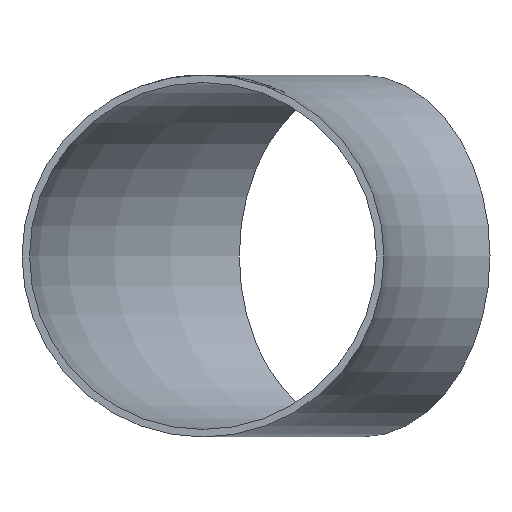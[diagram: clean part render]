
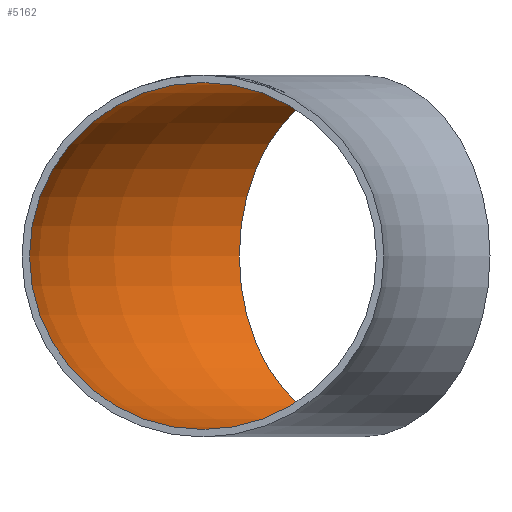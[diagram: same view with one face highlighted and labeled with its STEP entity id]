
A CAD part, front view. The second image highlights one B-rep face of the part: STEP entity #5162.
In plain terms, the highlighted toroidal (fillet/blend) face has major radius 152.4 mm and minor radius 48.692 mm.
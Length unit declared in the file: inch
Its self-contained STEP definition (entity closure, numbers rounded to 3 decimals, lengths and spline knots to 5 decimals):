
#15=CIRCLE('',#5329,1.917);
#16=CIRCLE('',#5330,1.917);
#177=FACE_BOUND('',#1436,.T.);
#1117=FACE_OUTER_BOUND('',#1435,.T.);
#1435=EDGE_LOOP('',(#4814));
#1436=EDGE_LOOP('',(#4815));
#2480=VERTEX_POINT('',#11591);
#2481=VERTEX_POINT('',#11593);
#3261=EDGE_CURVE('',#2480,#2480,#15,.T.);
#3262=EDGE_CURVE('',#2481,#2481,#16,.T.);
#4814=ORIENTED_EDGE('',*,*,#3261,.F.);
#4815=ORIENTED_EDGE('',*,*,#3262,.F.);
#4853=TOROIDAL_SURFACE('',#5328,6.,1.917);
#5162=ADVANCED_FACE('',(#1117,#177),#4853,.F.);
#5328=AXIS2_PLACEMENT_3D('',#11590,#5913,#5914);
#5329=AXIS2_PLACEMENT_3D('',#11592,#5915,#5916);
#5330=AXIS2_PLACEMENT_3D('',#11594,#5917,#5918);
#5913=DIRECTION('center_axis',(0.,0.,-1.));
#5914=DIRECTION('ref_axis',(-1.,0.,0.));
#5915=DIRECTION('center_axis',(-0.707,-0.707,0.));
#5916=DIRECTION('ref_axis',(-0.707,0.707,0.));
#5917=DIRECTION('center_axis',(0.,1.,0.));
#5918=DIRECTION('ref_axis',(-1.,0.,0.));
#11590=CARTESIAN_POINT('Origin',(6.,0.,0.));
#11591=CARTESIAN_POINT('',(0.40184,5.59816,0.));
#11592=CARTESIAN_POINT('Origin',(1.75736,4.24264,0.));
#11593=CARTESIAN_POINT('',(-1.917,0.,0.));
#11594=CARTESIAN_POINT('Origin',(0.,0.,0.));
